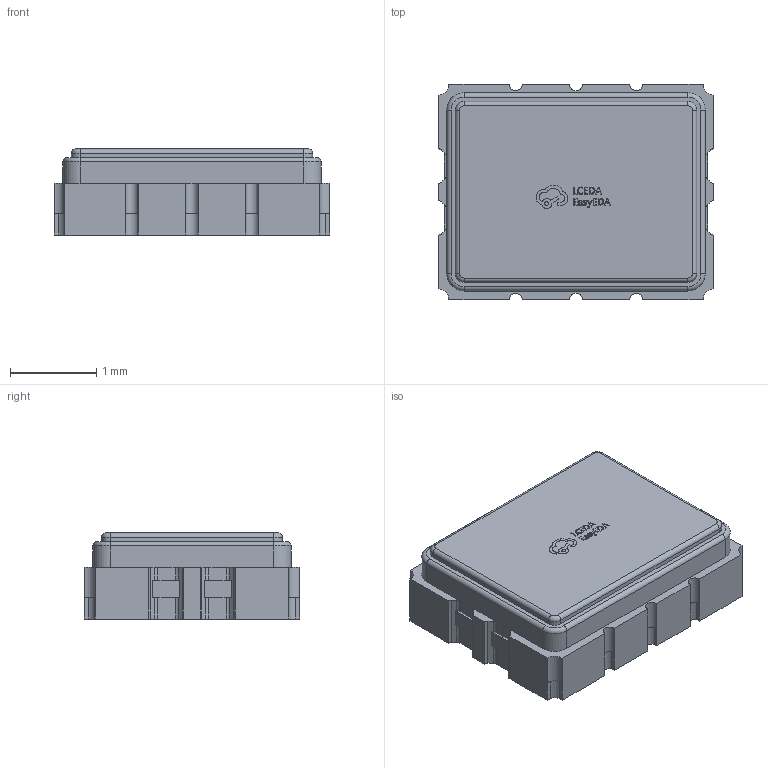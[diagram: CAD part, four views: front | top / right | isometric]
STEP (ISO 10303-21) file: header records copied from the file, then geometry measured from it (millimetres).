
FILE_DESCRIPTION (( 'STEP AP214' ), '1' );
FILE_NAME ('OSC-SMD_10P-L3.2-W2.5-H1.0-BL.step', '2022-07-07T03:12:28', ( '' ), ( '' ), 'SwSTEP 2.0', 'SolidWorks 2020', '' );
FILE_SCHEMA (( 'AUTOMOTIVE_DESIGN' ));
Length unit declared in the file: millimetre
Products named in the file (1): OSC-SMD_10P-L3.2-W2.5-H1.0-BL
Bounding box: 3.2 x 2.5 x 1 mm (x, y, z)
Volume: 7.3 mm3; surface area: 26.6 mm2
Topology: 1 solids, 1 shells, 506 faces, 1379 edges, 902 vertices
Faces by surface type: plane 326, bspline 112, cylinder 60, torus 8
Entity records: 21694 total; most frequent: CARTESIAN_POINT 4892, ORIENTED_EDGE 2758, DIRECTION 2069, EDGE_CURVE 1379, LINE 1023, VECTOR 1023, VERTEX_POINT 902, EDGE_LOOP 533
